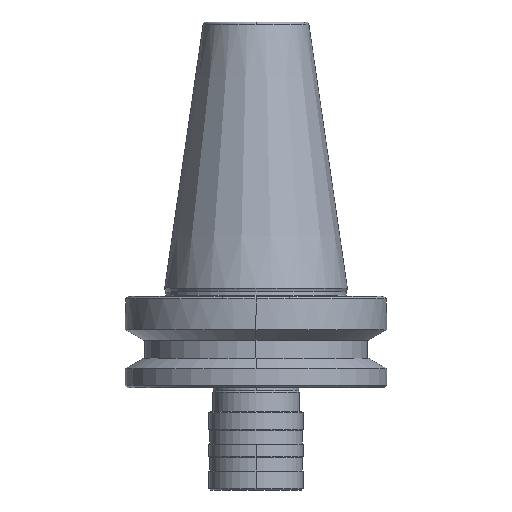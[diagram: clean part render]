
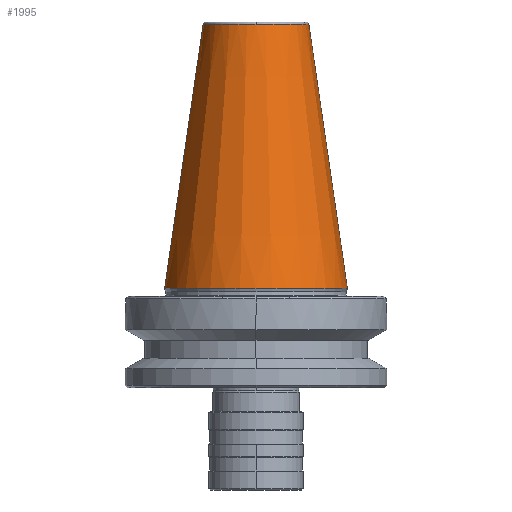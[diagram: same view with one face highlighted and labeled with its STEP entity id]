
A CAD part, left-side view. The second image highlights one B-rep face of the part: STEP entity #1995.
In plain terms, the highlighted conical face has half-angle 8.297 degrees and reference radius 34.925 mm.
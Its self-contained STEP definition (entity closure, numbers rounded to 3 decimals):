
#4 = VERTEX_POINT ( 'NONE', #1862 ) ;
#43 = FACE_OUTER_BOUND ( 'NONE', #1202, .T. ) ;
#130 = AXIS2_PLACEMENT_3D ( 'NONE', #1770, #1449, #2196 ) ;
#162 = AXIS2_PLACEMENT_3D ( 'NONE', #1463, #1650, #2263 ) ;
#442 = CIRCLE ( 'NONE', #130, 20.204 ) ;
#475 = CARTESIAN_POINT ( 'NONE',  ( 0., -34.925, 0. ) ) ;
#622 = DIRECTION ( 'NONE',  ( 0., -0.144, -0.99 ) ) ;
#625 = CARTESIAN_POINT ( 'NONE',  ( 0., -34.925, 0. ) ) ;
#632 = CIRCLE ( 'NONE', #2279, 34.925 ) ;
#644 = ORIENTED_EDGE ( 'NONE', *, *, #1856, .T. ) ;
#660 = EDGE_CURVE ( 'NONE', #2120, #755, #2240, .T. ) ;
#683 = ORIENTED_EDGE ( 'NONE', *, *, #1942, .T. ) ;
#755 = VERTEX_POINT ( 'NONE', #475 ) ;
#786 = CARTESIAN_POINT ( 'NONE',  ( -20.204, 0., 100.944 ) ) ;
#890 = CONICAL_SURFACE ( 'NONE', #2191, 34.925, 0.145 ) ;
#1113 = CARTESIAN_POINT ( 'NONE',  ( 0., -20.204, 100.944 ) ) ;
#1170 = CARTESIAN_POINT ( 'NONE',  ( 0., 0., 0. ) ) ;
#1178 = VERTEX_POINT ( 'NONE', #786 ) ;
#1202 = EDGE_LOOP ( 'NONE', ( #1698, #1301, #1232, #683, #644 ) ) ;
#1232 = ORIENTED_EDGE ( 'NONE', *, *, #1800, .T. ) ;
#1301 = ORIENTED_EDGE ( 'NONE', *, *, #1831, .T. ) ;
#1322 = LINE ( 'NONE', #1569, #2209 ) ;
#1449 = DIRECTION ( 'NONE',  ( 0., 0., -1. ) ) ;
#1463 = CARTESIAN_POINT ( 'NONE',  ( 0., 0., 100.944 ) ) ;
#1466 = DIRECTION ( 'NONE',  ( 0., 0.144, -0.99 ) ) ;
#1495 = DIRECTION ( 'NONE',  ( 0., 1., 0. ) ) ;
#1523 = DIRECTION ( 'NONE',  ( 0., 0., -1. ) ) ;
#1534 = CARTESIAN_POINT ( 'NONE',  ( 0., 20.204, 100.944 ) ) ;
#1569 = CARTESIAN_POINT ( 'NONE',  ( 0., 34.925, 0. ) ) ;
#1650 = DIRECTION ( 'NONE',  ( 0., 0., -1. ) ) ;
#1698 = ORIENTED_EDGE ( 'NONE', *, *, #660, .F. ) ;
#1770 = CARTESIAN_POINT ( 'NONE',  ( 0., 0., 100.944 ) ) ;
#1797 = DIRECTION ( 'NONE',  ( 0., 1., 0. ) ) ;
#1798 = CARTESIAN_POINT ( 'NONE',  ( 0., 0., 0. ) ) ;
#1800 = EDGE_CURVE ( 'NONE', #1178, #1972, #2270, .T. ) ;
#1813 = DIRECTION ( 'NONE',  ( 0., 0., 1. ) ) ;
#1831 = EDGE_CURVE ( 'NONE', #2120, #1178, #442, .T. ) ;
#1847 = VECTOR ( 'NONE', #622, 1000. ) ;
#1856 = EDGE_CURVE ( 'NONE', #4, #755, #632, .T. ) ;
#1862 = CARTESIAN_POINT ( 'NONE',  ( 0., 34.925, 0. ) ) ;
#1942 = EDGE_CURVE ( 'NONE', #1972, #4, #1322, .T. ) ;
#1972 = VERTEX_POINT ( 'NONE', #1534 ) ;
#1995 = ADVANCED_FACE ( 'NONE', ( #43 ), #890, .T. ) ;
#2120 = VERTEX_POINT ( 'NONE', #1113 ) ;
#2191 = AXIS2_PLACEMENT_3D ( 'NONE', #1170, #1523, #1495 ) ;
#2196 = DIRECTION ( 'NONE',  ( 0., 1., 0. ) ) ;
#2209 = VECTOR ( 'NONE', #1466, 1000. ) ;
#2240 = LINE ( 'NONE', #625, #1847 ) ;
#2263 = DIRECTION ( 'NONE',  ( 0., 1., 0. ) ) ;
#2270 = CIRCLE ( 'NONE', #162, 20.204 ) ;
#2279 = AXIS2_PLACEMENT_3D ( 'NONE', #1798, #1813, #1797 ) ;
